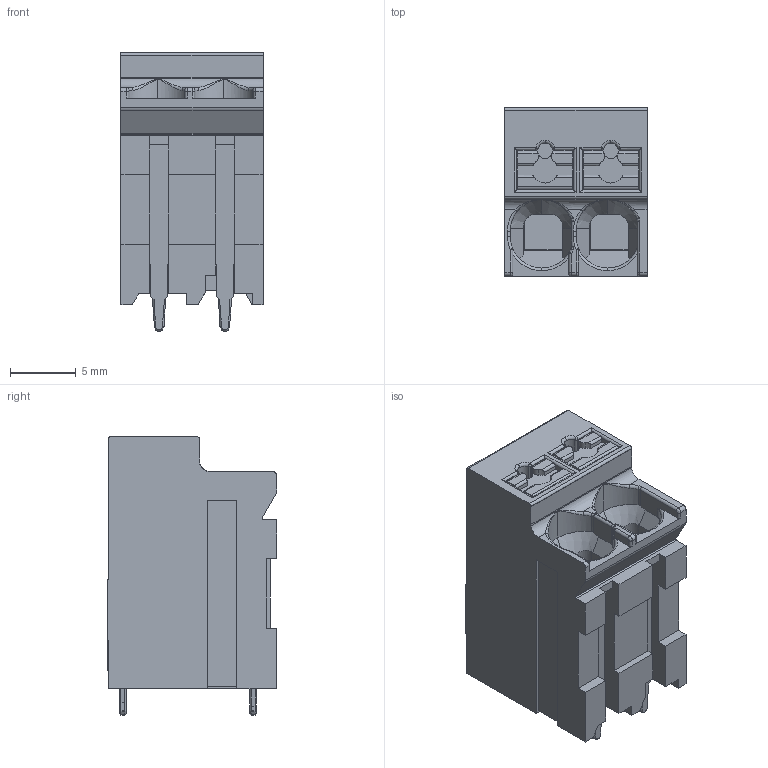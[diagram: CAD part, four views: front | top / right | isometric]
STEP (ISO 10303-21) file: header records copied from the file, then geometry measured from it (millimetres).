
FILE_DESCRIPTION(('STEP AP242'),'1');
FILE_NAME('1135333.stp','2024-04-04T06:26:36',('TraceParts'),('TraceParts S.A.'),'Spatial InterOp 3D',' ',' ');
FILE_SCHEMA(('AP242_MANAGED_MODEL_BASED_3D_ENGINEERING_MIM_LF {1 0 10303 442 1 1 4}'));
Length unit declared in the file: millimetre
Products named in the file (1): 1135333_1
Bounding box: 10.8 x 12.85 x 21.15 mm (x, y, z)
Volume: 1817.8 mm3; surface area: 2851.3 mm2
Topology: 5 solids, 5 shells, 817 faces, 2221 edges, 1425 vertices
Faces by surface type: plane 612, cylinder 113, cone 36, torus 18, bspline 17, extrusion 15, sphere 6
Entity records: 30213 total; most frequent: CARTESIAN_POINT 9722, ORIENTED_EDGE 4430, DIRECTION 3935, EDGE_CURVE 2215, VECTOR 1839, LINE 1824, VERTEX_POINT 1425, AXIS2_PLACEMENT_3D 1048
